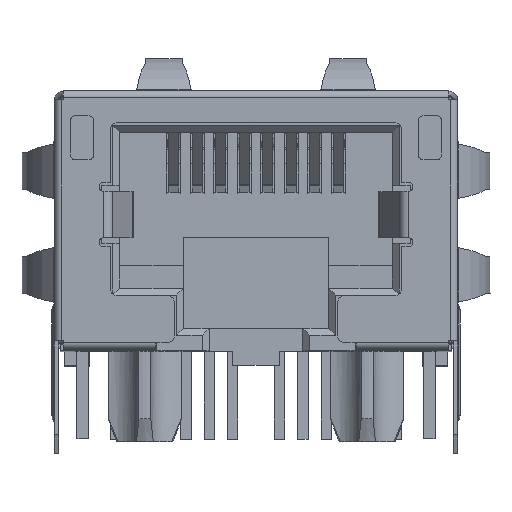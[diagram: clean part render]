
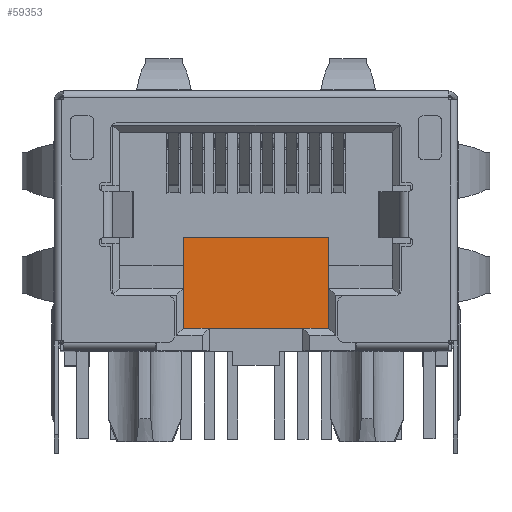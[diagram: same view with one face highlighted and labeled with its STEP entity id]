
A CAD part, top view. The second image highlights one B-rep face of the part: STEP entity #59353.
In plain terms, the highlighted planar face has unit normal (0, 0, 1).
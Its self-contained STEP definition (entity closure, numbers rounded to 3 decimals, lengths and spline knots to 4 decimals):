
#2757=ORIENTED_EDGE('',*,*,#15668,.T.);
#2758=ORIENTED_EDGE('',*,*,#15671,.T.);
#2759=ORIENTED_EDGE('',*,*,#15672,.T.);
#2760=ORIENTED_EDGE('',*,*,#15673,.T.);
#15668=EDGE_CURVE('',#22127,#22125,#26429,.T.);
#15671=EDGE_CURVE('',#22125,#22129,#26432,.T.);
#15672=EDGE_CURVE('',#22129,#22130,#26433,.T.);
#15673=EDGE_CURVE('',#22130,#22127,#26434,.T.);
#22125=VERTEX_POINT('',#77889);
#22127=VERTEX_POINT('',#77892);
#22129=VERTEX_POINT('',#77898);
#22130=VERTEX_POINT('',#77900);
#26429=LINE('',#77891,#31623);
#26432=LINE('',#77897,#31626);
#26433=LINE('',#77899,#31627);
#26434=LINE('',#77901,#31628);
#31623=VECTOR('',#65625,1000.);
#31626=VECTOR('',#65630,1000.);
#31627=VECTOR('',#65631,1000.);
#31628=VECTOR('',#65632,1000.);
#36585=EDGE_LOOP('',(#2757,#2758,#2759,#2760));
#39101=FACE_BOUND('',#36585,.T.);
#41587=PLANE('',#61713);
#59353=ADVANCED_FACE('',(#39101),#41587,.T.);
#61713=AXIS2_PLACEMENT_3D('',#77896,#65628,#65629);
#65625=DIRECTION('',(-1.,0.,0.));
#65628=DIRECTION('',(0.,0.,1.));
#65629=DIRECTION('',(-1.,0.,0.));
#65630=DIRECTION('',(0.,-1.,0.));
#65631=DIRECTION('',(1.,0.,0.));
#65632=DIRECTION('',(0.,1.,0.));
#77889=CARTESIAN_POINT('',(-3.15,-6.38,-11.));
#77891=CARTESIAN_POINT('',(3.15,-6.38,-11.));
#77892=CARTESIAN_POINT('',(3.15,-6.38,-11.));
#77896=CARTESIAN_POINT('',(0.,-8.35,-11.));
#77897=CARTESIAN_POINT('',(-3.15,-6.38,-11.));
#77898=CARTESIAN_POINT('',(-3.15,-10.32,-11.));
#77899=CARTESIAN_POINT('',(-3.15,-10.32,-11.));
#77900=CARTESIAN_POINT('',(3.15,-10.32,-11.));
#77901=CARTESIAN_POINT('',(3.15,-10.32,-11.));
